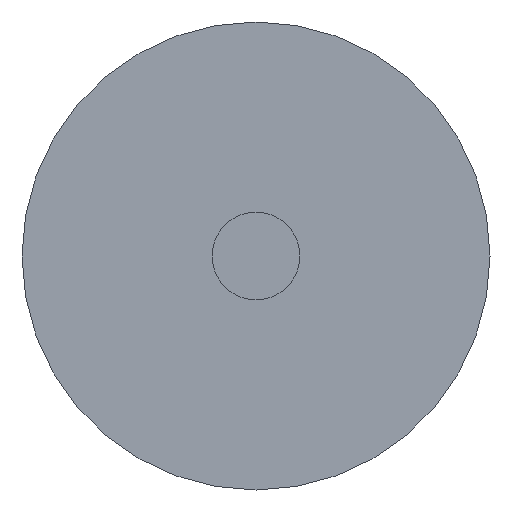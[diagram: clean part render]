
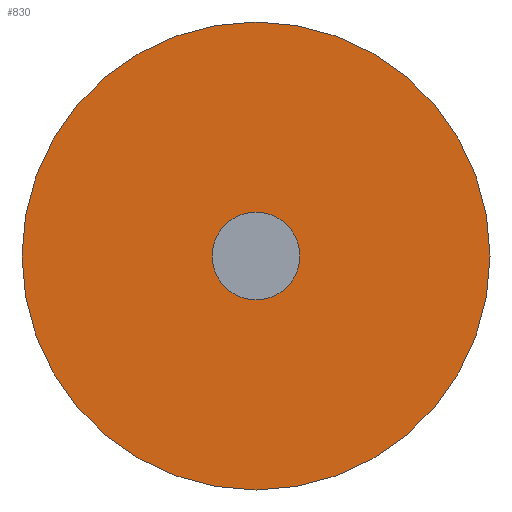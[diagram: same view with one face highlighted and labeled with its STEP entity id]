
A CAD part, front view. The second image highlights one B-rep face of the part: STEP entity #830.
In plain terms, the highlighted planar face has unit normal (0, -1, 0).
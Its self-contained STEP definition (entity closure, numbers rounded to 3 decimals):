
#468 = VERTEX_POINT ( 'NONE', #1919 ) ;
#553 = EDGE_CURVE ( 'NONE', #556, #569, #2250, .T. ) ;
#556 = VERTEX_POINT ( 'NONE', #2361 ) ;
#564 = EDGE_CURVE ( 'NONE', #468, #608, #2355, .T. ) ;
#569 = VERTEX_POINT ( 'NONE', #2298 ) ;
#608 = VERTEX_POINT ( 'NONE', #2280 ) ;
#699 = EDGE_LOOP ( 'NONE', ( #831, #703 ) ) ;
#703 = ORIENTED_EDGE ( 'NONE', *, *, #782, .T. ) ;
#782 = EDGE_CURVE ( 'NONE', #569, #556, #2907, .T. ) ;
#786 = ORIENTED_EDGE ( 'NONE', *, *, #833, .F. ) ;
#830 = ADVANCED_FACE ( 'NONE', ( #2786, #2797 ), #2813, .T. ) ;
#831 = ORIENTED_EDGE ( 'NONE', *, *, #553, .T. ) ;
#832 = ORIENTED_EDGE ( 'NONE', *, *, #564, .F. ) ;
#833 = EDGE_CURVE ( 'NONE', #608, #468, #2812, .T. ) ;
#858 = EDGE_LOOP ( 'NONE', ( #786, #832 ) ) ;
#1919 = CARTESIAN_POINT ( 'NONE',  ( 0., 0., 7.5 ) ) ;
#2226 = AXIS2_PLACEMENT_3D ( 'NONE', #2243, #2256, #2365 ) ;
#2243 = CARTESIAN_POINT ( 'NONE',  ( 0., 0., 0. ) ) ;
#2250 = CIRCLE ( 'NONE', #2226, 40. ) ;
#2256 = DIRECTION ( 'NONE',  ( 0., -1., 0. ) ) ;
#2280 = CARTESIAN_POINT ( 'NONE',  ( 0., 0., -7.5 ) ) ;
#2298 = CARTESIAN_POINT ( 'NONE',  ( 0., 0., 40. ) ) ;
#2303 = DIRECTION ( 'NONE',  ( 0., 0., -1. ) ) ;
#2304 = DIRECTION ( 'NONE',  ( 0., -1., 0. ) ) ;
#2305 = CARTESIAN_POINT ( 'NONE',  ( 0., 0., 0. ) ) ;
#2344 = AXIS2_PLACEMENT_3D ( 'NONE', #2305, #2304, #2303 ) ;
#2355 = CIRCLE ( 'NONE', #2344, 7.5 ) ;
#2361 = CARTESIAN_POINT ( 'NONE',  ( 0., 0., -40. ) ) ;
#2365 = DIRECTION ( 'NONE',  ( 0., 0., -1. ) ) ;
#2767 = AXIS2_PLACEMENT_3D ( 'NONE', #2802, #2886, #2885 ) ;
#2786 = FACE_BOUND ( 'NONE', #858, .T. ) ;
#2797 = FACE_OUTER_BOUND ( 'NONE', #699, .T. ) ;
#2802 = CARTESIAN_POINT ( 'NONE',  ( 0., 0., 0. ) ) ;
#2812 = CIRCLE ( 'NONE', #2883, 7.5 ) ;
#2813 = PLANE ( 'NONE',  #2767 ) ;
#2860 = DIRECTION ( 'NONE',  ( 0., 0., -1. ) ) ;
#2861 = DIRECTION ( 'NONE',  ( 0., -1., 0. ) ) ;
#2862 = CARTESIAN_POINT ( 'NONE',  ( 0., 0., 0. ) ) ;
#2880 = DIRECTION ( 'NONE',  ( 0., 0., -1. ) ) ;
#2881 = DIRECTION ( 'NONE',  ( 0., -1., 0. ) ) ;
#2882 = CARTESIAN_POINT ( 'NONE',  ( 0., 0., 0. ) ) ;
#2883 = AXIS2_PLACEMENT_3D ( 'NONE', #2882, #2881, #2880 ) ;
#2885 = DIRECTION ( 'NONE',  ( 0., 0., -1. ) ) ;
#2886 = DIRECTION ( 'NONE',  ( 0., -1., 0. ) ) ;
#2903 = AXIS2_PLACEMENT_3D ( 'NONE', #2862, #2861, #2860 ) ;
#2907 = CIRCLE ( 'NONE', #2903, 40. ) ;
